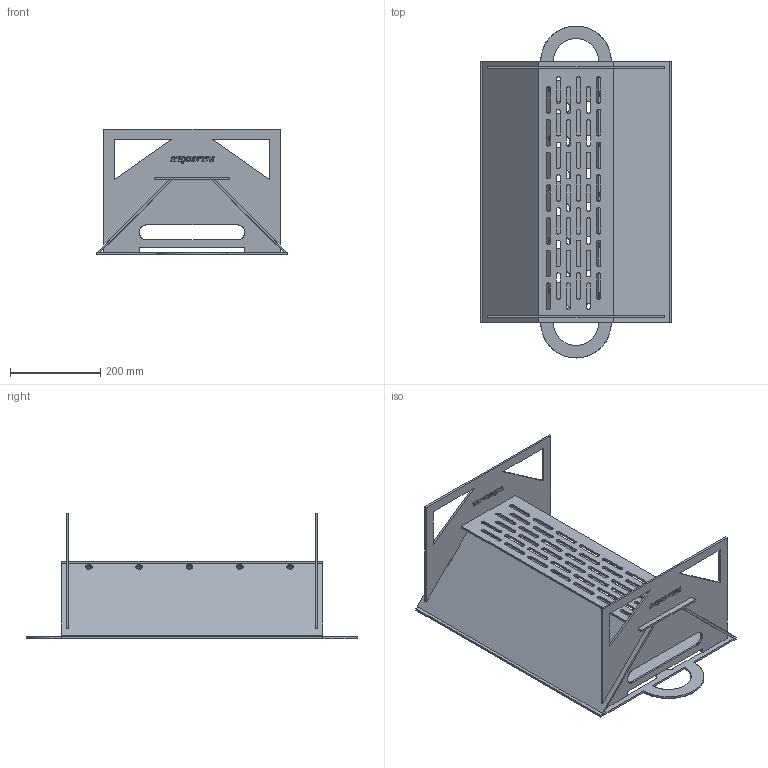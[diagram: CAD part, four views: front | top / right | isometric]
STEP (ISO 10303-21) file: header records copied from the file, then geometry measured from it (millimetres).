
FILE_DESCRIPTION(('FreeCAD Model'),'2;1');
FILE_NAME('Open CASCADE Shape Model','2025-05-08T05:06:57',('FreeCAD'),( 'FreeCAD'),'Open CASCADE STEP processor 7.6','FreeCAD','Unknown');
FILE_SCHEMA(('AUTOMOTIVE_DESIGN { 1 0 10303 214 1 1 1 1 }'));
Products named in the file (1): Open CASCADE STEP translator 7.6 1
Bounding box: 423.19 x 735.01 x 277.92 mm (x, y, z)
Surface area: 1481544.2 mm2 (no closed solid volume)
Topology: 0 solids, 788 shells, 788 faces, 10932 edges, 10932 vertices
Faces by surface type: bspline 788
Entity records: 100184 total; most frequent: CARTESIAN_POINT 51801, ORIENTED_EDGE 10932, EDGE_CURVE 10932, VERTEX_POINT 10932, B_SPLINE_CURVE_WITH_KNOTS 10612, FACE_BOUND 984, EDGE_LOOP 984, SHELL_BASED_SURFACE_MODEL 788
